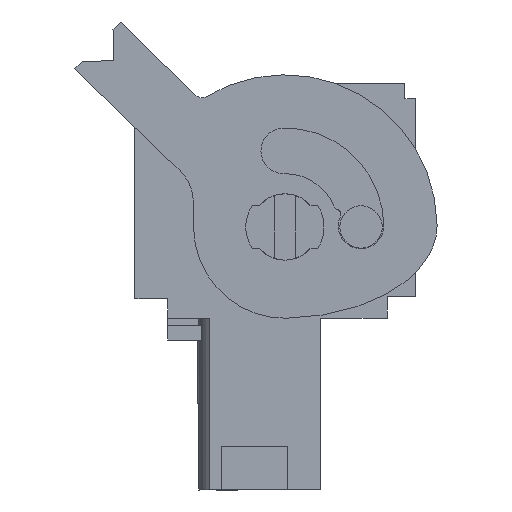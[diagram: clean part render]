
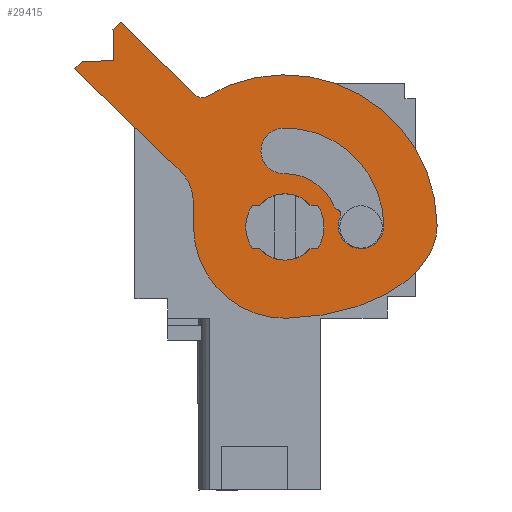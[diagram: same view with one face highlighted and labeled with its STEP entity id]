
A CAD part, left-side view. The second image highlights one B-rep face of the part: STEP entity #29415.
In plain terms, the highlighted planar face has unit normal (-1, 0, 0).
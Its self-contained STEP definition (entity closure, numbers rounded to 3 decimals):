
#28754=AXIS2_PLACEMENT_3D('Circle Axis2P3D',#28752,#28753,$) ;
#28957=AXIS2_PLACEMENT_3D('Circle Axis2P3D',#28955,#28956,$) ;
#28988=AXIS2_PLACEMENT_3D('Circle Axis2P3D',#28986,#28987,$) ;
#29141=AXIS2_PLACEMENT_3D('Circle Axis2P3D',#29139,#29140,$) ;
#29172=AXIS2_PLACEMENT_3D('Circle Axis2P3D',#29170,#29171,$) ;
#29196=AXIS2_PLACEMENT_3D('Circle Axis2P3D',#29194,#29195,$) ;
#29220=AXIS2_PLACEMENT_3D('Circle Axis2P3D',#29218,#29219,$) ;
#29244=AXIS2_PLACEMENT_3D('Circle Axis2P3D',#29242,#29243,$) ;
#29261=AXIS2_PLACEMENT_3D('Circle Axis2P3D',#29259,#29260,$) ;
#29278=AXIS2_PLACEMENT_3D('Circle Axis2P3D',#29276,#29277,$) ;
#29326=AXIS2_PLACEMENT_3D('Circle Axis2P3D',#29324,#29325,$) ;
#29382=AXIS2_PLACEMENT_3D('Plane Axis2P3D',#29379,#29380,#29381) ;
#29400=AXIS2_PLACEMENT_3D('Circle Axis2P3D',#29398,#29399,$) ;
#28749=CARTESIAN_POINT('Vertex',(0.5,6.999,13.625)) ;
#28752=CARTESIAN_POINT('Axis2P3D Location',(0.5,6.999,12.1)) ;
#28756=CARTESIAN_POINT('Vertex',(0.5,6.999,10.575)) ;
#28952=CARTESIAN_POINT('Vertex',(0.5,10.607,18.099)) ;
#28955=CARTESIAN_POINT('Axis2P3D Location',(0.5,6.999,12.1)) ;
#28959=CARTESIAN_POINT('Vertex',(0.5,0.,12.21)) ;
#28983=CARTESIAN_POINT('Vertex',(0.5,6.933,7.901)) ;
#28986=CARTESIAN_POINT('Axis2P3D Location',(0.5,6.999,12.1)) ;
#28990=CARTESIAN_POINT('Vertex',(0.5,11.198,12.034)) ;
#29014=CARTESIAN_POINT('Vertex',(0.5,16.66,19.374)) ;
#29017=CARTESIAN_POINT('Line Origine',(0.5,16.492,19.547)) ;
#29021=CARTESIAN_POINT('Vertex',(0.5,16.324,19.72)) ;
#29041=CARTESIAN_POINT('Line Origine',(0.5,15.605,19.732)) ;
#29045=CARTESIAN_POINT('Vertex',(0.5,14.886,19.743)) ;
#29065=CARTESIAN_POINT('Line Origine',(0.5,14.897,20.462)) ;
#29069=CARTESIAN_POINT('Vertex',(0.5,14.909,21.181)) ;
#29084=CARTESIAN_POINT('Line Origine',(0.5,14.741,21.355)) ;
#29088=CARTESIAN_POINT('Vertex',(0.5,14.573,21.528)) ;
#29108=CARTESIAN_POINT('Line Origine',(0.5,12.832,19.841)) ;
#29112=CARTESIAN_POINT('Vertex',(0.5,11.091,18.154)) ;
#29136=CARTESIAN_POINT('Vertex',(0.5,7.038,14.55)) ;
#29139=CARTESIAN_POINT('Axis2P3D Location',(0.5,6.999,12.1)) ;
#29143=CARTESIAN_POINT('Vertex',(0.5,4.727,13.018)) ;
#29167=CARTESIAN_POINT('Vertex',(0.5,4.583,12.897)) ;
#29170=CARTESIAN_POINT('Axis2P3D Location',(0.5,4.624,12.701)) ;
#29174=CARTESIAN_POINT('Vertex',(0.5,4.444,12.614)) ;
#29194=CARTESIAN_POINT('Axis2P3D Location',(0.5,4.542,13.093)) ;
#29215=CARTESIAN_POINT('Vertex',(0.5,7.071,16.649)) ;
#29218=CARTESIAN_POINT('Axis2P3D Location',(0.5,7.054,15.6)) ;
#29239=CARTESIAN_POINT('Vertex',(0.5,2.45,12.172)) ;
#29242=CARTESIAN_POINT('Axis2P3D Location',(0.5,6.999,12.1)) ;
#29259=CARTESIAN_POINT('Axis2P3D Location',(0.5,3.499,12.155)) ;
#29276=CARTESIAN_POINT('Axis2P3D Location',(0.5,10.813,18.442)) ;
#29297=CARTESIAN_POINT('Vertex',(0.5,11.826,14.689)) ;
#29300=CARTESIAN_POINT('Line Origine',(0.5,14.243,17.031)) ;
#29321=CARTESIAN_POINT('Vertex',(0.5,11.218,13.284)) ;
#29324=CARTESIAN_POINT('Axis2P3D Location',(0.5,13.218,13.253)) ;
#29341=CARTESIAN_POINT('Line Origine',(0.5,11.208,12.659)) ;
#29362=CARTESIAN_POINT('Control Point',(0.5,6.933,7.901)) ;
#29363=CARTESIAN_POINT('Control Point',(0.5,5.853,7.917)) ;
#29364=CARTESIAN_POINT('Control Point',(0.5,4.775,8.059)) ;
#29365=CARTESIAN_POINT('Control Point',(0.5,3.734,8.326)) ;
#29366=CARTESIAN_POINT('Control Point',(0.5,1.928,9.07)) ;
#29367=CARTESIAN_POINT('Control Point',(0.5,0.648,10.227)) ;
#29368=CARTESIAN_POINT('Control Point',(0.5,0.205,10.857)) ;
#29369=CARTESIAN_POINT('Control Point',(0.5,-0.011,11.535)) ;
#29370=CARTESIAN_POINT('Control Point',(0.5,0.,12.21)) ;
#29379=CARTESIAN_POINT('Axis2P3D Location',(0.5,8.399,24.2)) ;
#29398=CARTESIAN_POINT('Axis2P3D Location',(0.5,6.999,12.1)) ;
#28753=DIRECTION('Axis2P3D Direction',(-1.,0.,0.)) ;
#28956=DIRECTION('Axis2P3D Direction',(-1.,0.,0.)) ;
#28987=DIRECTION('Axis2P3D Direction',(-1.,0.,0.)) ;
#29018=DIRECTION('Vector Direction',(0.,-0.696,0.718)) ;
#29042=DIRECTION('Vector Direction',(0.,-1.,0.016)) ;
#29066=DIRECTION('Vector Direction',(0.,0.016,1.)) ;
#29085=DIRECTION('Vector Direction',(0.,-0.696,0.718)) ;
#29109=DIRECTION('Vector Direction',(0.,-0.718,-0.696)) ;
#29140=DIRECTION('Axis2P3D Direction',(-1.,0.,0.)) ;
#29171=DIRECTION('Axis2P3D Direction',(-1.,0.,0.)) ;
#29195=DIRECTION('Axis2P3D Direction',(-1.,0.,0.)) ;
#29219=DIRECTION('Axis2P3D Direction',(-1.,0.,0.)) ;
#29243=DIRECTION('Axis2P3D Direction',(-1.,0.,0.)) ;
#29260=DIRECTION('Axis2P3D Direction',(-1.,0.,0.)) ;
#29277=DIRECTION('Axis2P3D Direction',(-1.,0.,0.)) ;
#29301=DIRECTION('Vector Direction',(0.,-0.718,-0.696)) ;
#29325=DIRECTION('Axis2P3D Direction',(-1.,0.,0.)) ;
#29342=DIRECTION('Vector Direction',(0.,-0.016,-1.)) ;
#29380=DIRECTION('Axis2P3D Direction',(1.,0.,0.)) ;
#29381=DIRECTION('Axis2P3D XDirection',(0.,0.,-1.)) ;
#29399=DIRECTION('Axis2P3D Direction',(1.,0.,0.)) ;
#29019=VECTOR('Line Direction',#29018,1.) ;
#29043=VECTOR('Line Direction',#29042,1.) ;
#29067=VECTOR('Line Direction',#29066,1.) ;
#29086=VECTOR('Line Direction',#29085,1.) ;
#29110=VECTOR('Line Direction',#29109,1.) ;
#29302=VECTOR('Line Direction',#29301,1.) ;
#29343=VECTOR('Line Direction',#29342,1.) ;
#29385=ORIENTED_EDGE('',*,*,#29371,.T.) ;
#29386=ORIENTED_EDGE('',*,*,#28961,.F.) ;
#29387=ORIENTED_EDGE('',*,*,#29280,.T.) ;
#29388=ORIENTED_EDGE('',*,*,#29114,.F.) ;
#29389=ORIENTED_EDGE('',*,*,#29090,.F.) ;
#29390=ORIENTED_EDGE('',*,*,#29071,.F.) ;
#29391=ORIENTED_EDGE('',*,*,#29047,.F.) ;
#29392=ORIENTED_EDGE('',*,*,#29023,.F.) ;
#29393=ORIENTED_EDGE('',*,*,#29304,.T.) ;
#29394=ORIENTED_EDGE('',*,*,#29328,.T.) ;
#29395=ORIENTED_EDGE('',*,*,#29345,.T.) ;
#29396=ORIENTED_EDGE('',*,*,#28992,.F.) ;
#29404=ORIENTED_EDGE('',*,*,#29402,.T.) ;
#29405=ORIENTED_EDGE('',*,*,#28758,.T.) ;
#29408=ORIENTED_EDGE('',*,*,#29246,.T.) ;
#29409=ORIENTED_EDGE('',*,*,#29263,.T.) ;
#29410=ORIENTED_EDGE('',*,*,#29176,.F.) ;
#29411=ORIENTED_EDGE('',*,*,#29198,.T.) ;
#29412=ORIENTED_EDGE('',*,*,#29145,.F.) ;
#29413=ORIENTED_EDGE('',*,*,#29222,.T.) ;
#29406=FACE_BOUND('',#29403,.T.) ;
#29414=FACE_BOUND('',#29407,.T.) ;
#29415=ADVANCED_FACE('L\X2\00F6\X0\sehebel.2',(#29397,#29406,#29414),#29383,.F.) ;
#29361=B_SPLINE_CURVE_WITH_KNOTS('',5,(#29362,#29363,#29364,#29365,#29366,#29367,#29368,#29369,#29370),.UNSPECIFIED.,.F.,.U.,(6,3,6),(0.,8.296,15.673),.UNSPECIFIED.) ;
#28755=CIRCLE('generated circle',#28754,1.525) ;
#28958=CIRCLE('generated circle',#28957,7.) ;
#28989=CIRCLE('generated circle',#28988,4.2) ;
#29142=CIRCLE('generated circle',#29141,2.45) ;
#29173=CIRCLE('generated circle',#29172,0.2) ;
#29197=CIRCLE('generated circle',#29196,0.2) ;
#29221=CIRCLE('generated circle',#29220,1.05) ;
#29245=CIRCLE('generated circle',#29244,4.55) ;
#29262=CIRCLE('generated circle',#29261,1.05) ;
#29279=CIRCLE('generated circle',#29278,0.4) ;
#29327=CIRCLE('generated circle',#29326,2.) ;
#29401=CIRCLE('generated circle',#29400,1.525) ;
#28758=EDGE_CURVE('',#28757,#28750,#28755,.F.) ;
#28961=EDGE_CURVE('',#28953,#28960,#28958,.F.) ;
#28992=EDGE_CURVE('',#28984,#28991,#28989,.F.) ;
#29023=EDGE_CURVE('',#29015,#29022,#29020,.T.) ;
#29047=EDGE_CURVE('',#29022,#29046,#29044,.T.) ;
#29071=EDGE_CURVE('',#29046,#29070,#29068,.T.) ;
#29090=EDGE_CURVE('',#29070,#29089,#29087,.T.) ;
#29114=EDGE_CURVE('',#29089,#29113,#29111,.T.) ;
#29145=EDGE_CURVE('',#29137,#29144,#29142,.F.) ;
#29176=EDGE_CURVE('',#29168,#29175,#29173,.F.) ;
#29198=EDGE_CURVE('',#29168,#29144,#29197,.F.) ;
#29222=EDGE_CURVE('',#29137,#29216,#29221,.F.) ;
#29246=EDGE_CURVE('',#29216,#29240,#29245,.F.) ;
#29263=EDGE_CURVE('',#29240,#29175,#29262,.F.) ;
#29280=EDGE_CURVE('',#28953,#29113,#29279,.F.) ;
#29304=EDGE_CURVE('',#29015,#29298,#29303,.T.) ;
#29328=EDGE_CURVE('',#29298,#29322,#29327,.F.) ;
#29345=EDGE_CURVE('',#29322,#28991,#29344,.T.) ;
#29371=EDGE_CURVE('',#28984,#28960,#29361,.T.) ;
#29402=EDGE_CURVE('',#28750,#28757,#29401,.T.) ;
#29384=EDGE_LOOP('',(#29385,#29386,#29387,#29388,#29389,#29390,#29391,#29392,#29393,#29394,#29395,#29396)) ;
#29403=EDGE_LOOP('',(#29404,#29405)) ;
#29407=EDGE_LOOP('',(#29408,#29409,#29410,#29411,#29412,#29413)) ;
#29397=FACE_OUTER_BOUND('',#29384,.T.) ;
#29020=LINE('Line',#29017,#29019) ;
#29044=LINE('Line',#29041,#29043) ;
#29068=LINE('Line',#29065,#29067) ;
#29087=LINE('Line',#29084,#29086) ;
#29111=LINE('Line',#29108,#29110) ;
#29303=LINE('Line',#29300,#29302) ;
#29344=LINE('Line',#29341,#29343) ;
#29383=PLANE('',#29382) ;
#28750=VERTEX_POINT('',#28749) ;
#28757=VERTEX_POINT('',#28756) ;
#28953=VERTEX_POINT('',#28952) ;
#28960=VERTEX_POINT('',#28959) ;
#28984=VERTEX_POINT('',#28983) ;
#28991=VERTEX_POINT('',#28990) ;
#29015=VERTEX_POINT('',#29014) ;
#29022=VERTEX_POINT('',#29021) ;
#29046=VERTEX_POINT('',#29045) ;
#29070=VERTEX_POINT('',#29069) ;
#29089=VERTEX_POINT('',#29088) ;
#29113=VERTEX_POINT('',#29112) ;
#29137=VERTEX_POINT('',#29136) ;
#29144=VERTEX_POINT('',#29143) ;
#29168=VERTEX_POINT('',#29167) ;
#29175=VERTEX_POINT('',#29174) ;
#29216=VERTEX_POINT('',#29215) ;
#29240=VERTEX_POINT('',#29239) ;
#29298=VERTEX_POINT('',#29297) ;
#29322=VERTEX_POINT('',#29321) ;
